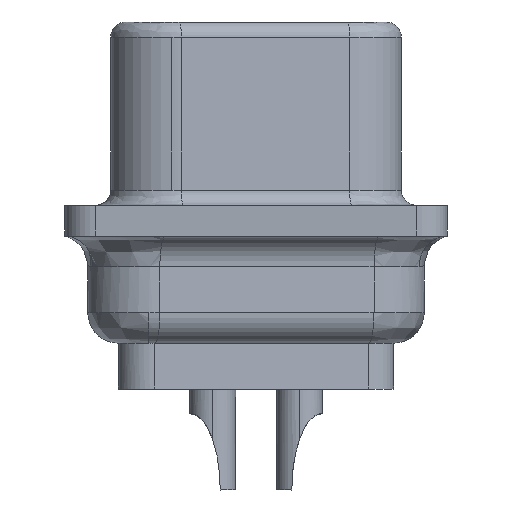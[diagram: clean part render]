
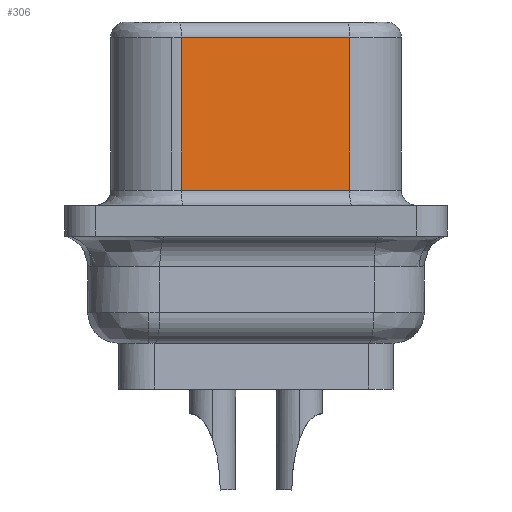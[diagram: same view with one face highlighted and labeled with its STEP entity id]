
A CAD part, left-side view. The second image highlights one B-rep face of the part: STEP entity #306.
In plain terms, the highlighted planar face has unit normal (-0.988, -0.156, 0).
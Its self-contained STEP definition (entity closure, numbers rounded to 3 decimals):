
#41 = DIRECTION ( 'NONE',  ( 0.156, -0.988, 0. ) ) ;
#125 = VECTOR ( 'NONE', #3288, 1000. ) ;
#286 = CARTESIAN_POINT ( 'NONE',  ( -8.267, -3.062, 6. ) ) ;
#306 = ADVANCED_FACE ( 'NONE', ( #5141 ), #8205, .F. ) ;
#353 = LINE ( 'NONE', #5975, #125 ) ;
#397 = DIRECTION ( 'NONE',  ( 0.156, -0.988, 0. ) ) ;
#545 = VECTOR ( 'NONE', #41, 1000. ) ;
#849 = CARTESIAN_POINT ( 'NONE',  ( -9.135, 2.438, 6. ) ) ;
#1031 = VERTEX_POINT ( 'NONE', #5636 ) ;
#1552 = VECTOR ( 'NONE', #397, 1000. ) ;
#1720 = ORIENTED_EDGE ( 'NONE', *, *, #6925, .F. ) ;
#2792 = DIRECTION ( 'NONE',  ( 0., 0., 1. ) ) ;
#2816 = ORIENTED_EDGE ( 'NONE', *, *, #7455, .F. ) ;
#2944 = VERTEX_POINT ( 'NONE', #5761 ) ;
#3236 = VERTEX_POINT ( 'NONE', #286 ) ;
#3283 = CARTESIAN_POINT ( 'NONE',  ( -9.135, 2.438, 1. ) ) ;
#3288 = DIRECTION ( 'NONE',  ( 0., 0., -1. ) ) ;
#3303 = LINE ( 'NONE', #849, #1552 ) ;
#3349 = CARTESIAN_POINT ( 'NONE',  ( -9.135, 2.438, 1. ) ) ;
#3713 = LINE ( 'NONE', #7491, #5502 ) ;
#3718 = VERTEX_POINT ( 'NONE', #3349 ) ;
#3801 = EDGE_CURVE ( 'NONE', #2944, #3236, #3303, .T. ) ;
#4090 = ORIENTED_EDGE ( 'NONE', *, *, #5477, .T. ) ;
#5141 = FACE_OUTER_BOUND ( 'NONE', #7083, .T. ) ;
#5477 = EDGE_CURVE ( 'NONE', #3718, #1031, #5858, .T. ) ;
#5502 = VECTOR ( 'NONE', #2792, 1000. ) ;
#5636 = CARTESIAN_POINT ( 'NONE',  ( -8.267, -3.062, 1. ) ) ;
#5761 = CARTESIAN_POINT ( 'NONE',  ( -9.135, 2.438, 6. ) ) ;
#5858 = LINE ( 'NONE', #3283, #545 ) ;
#5975 = CARTESIAN_POINT ( 'NONE',  ( -8.267, -3.062, 6.5 ) ) ;
#6421 = ORIENTED_EDGE ( 'NONE', *, *, #3801, .F. ) ;
#6925 = EDGE_CURVE ( 'NONE', #3236, #1031, #353, .T. ) ;
#7083 = EDGE_LOOP ( 'NONE', ( #6421, #2816, #4090, #1720 ) ) ;
#7455 = EDGE_CURVE ( 'NONE', #3718, #2944, #3713, .T. ) ;
#7491 = CARTESIAN_POINT ( 'NONE',  ( -9.135, 2.438, 6.5 ) ) ;
#7774 = DIRECTION ( 'NONE',  ( -0.156, 0.988, 0. ) ) ;
#7798 = DIRECTION ( 'NONE',  ( 0.988, 0.156, 0. ) ) ;
#7823 = CARTESIAN_POINT ( 'NONE',  ( -9.135, 2.438, 6.5 ) ) ;
#8205 = PLANE ( 'NONE',  #8444 ) ;
#8444 = AXIS2_PLACEMENT_3D ( 'NONE', #7823, #7798, #7774 ) ;
